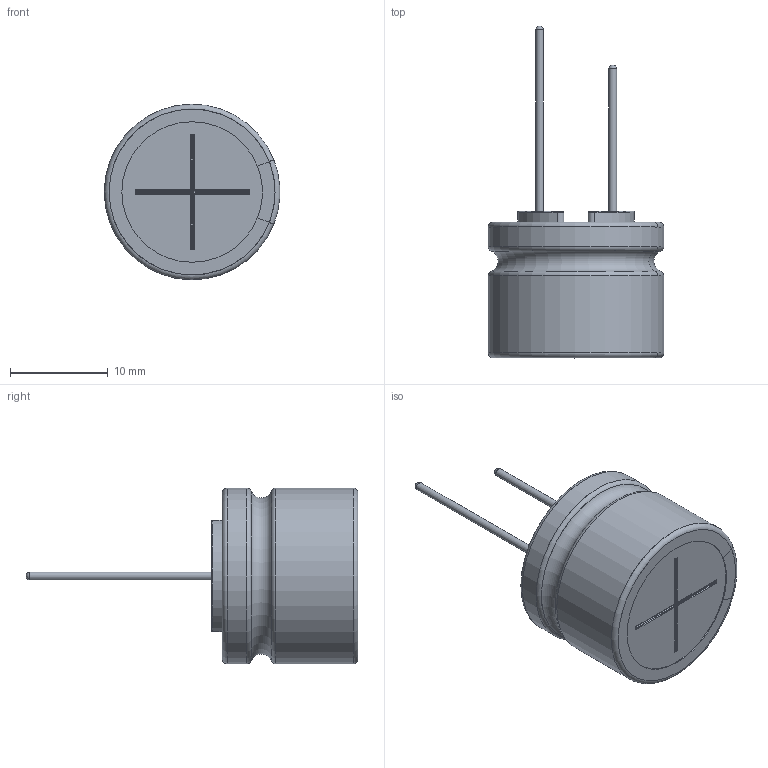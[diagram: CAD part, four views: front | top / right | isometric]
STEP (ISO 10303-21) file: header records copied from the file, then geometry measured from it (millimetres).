
FILE_DESCRIPTION(/* description */ (''),/* implementation_level */ '2;1');
FILE_NAME(/* name */ '18x15_Lead.stp',/* time_stamp */ '2017-09-05T14:51:37+09:00',/* author */ (''),/* organization */ (''),/* preprocessor_version */ 'ST-DEVELOPER v16',/* originating_system */ 'SIEMENS PLM Software NX 11.0',/* authorisation */ '');
FILE_SCHEMA (('AUTOMOTIVE_DESIGN { 1 0 10303 214 3 1 1 1 }'));
Length unit declared in the file: millimetre
Products named in the file (1): 18x15_Lead_0
Bounding box: 17.97 x 34 x 18 mm (x, y, z)
Volume: 3495.2 mm3; surface area: 3389 mm2
Topology: 3 solids, 3 shells, 132 faces, 328 edges, 205 vertices
Faces by surface type: cylinder 50, torus 35, plane 33, sphere 6, bspline 6, extrusion 2
Full cylindrical faces by diameter (mm): 0.8 x2, 17.8 x2
Entity records: 4908 total; most frequent: CARTESIAN_POINT 1353, DIRECTION 748, ORIENTED_EDGE 624, EDGE_CURVE 312, AXIS2_PLACEMENT_3D 311, VERTEX_POINT 200, CIRCLE 174, EDGE_LOOP 146
